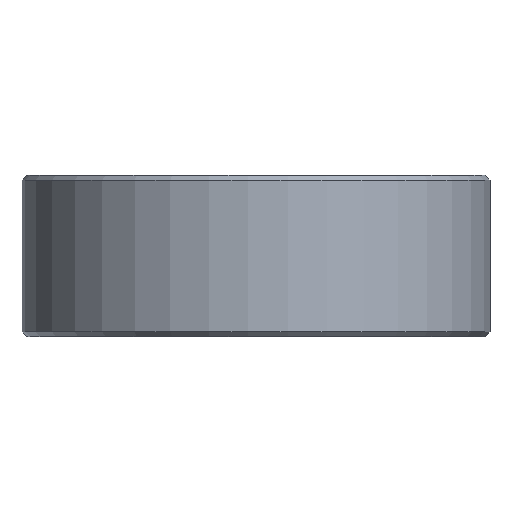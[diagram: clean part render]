
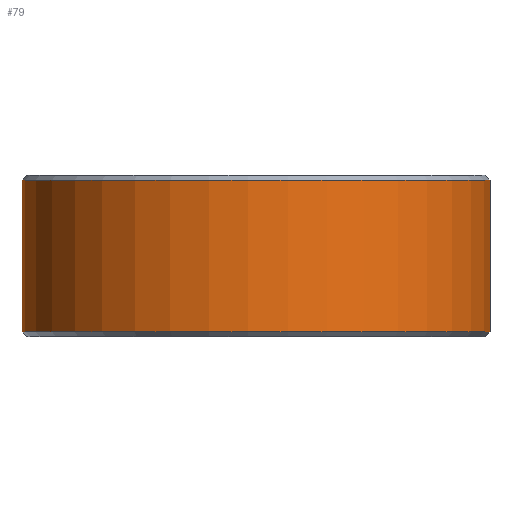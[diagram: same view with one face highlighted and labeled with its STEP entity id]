
A CAD part, front view. The second image highlights one B-rep face of the part: STEP entity #79.
In plain terms, the highlighted cylindrical face has radius 29 mm (diameter 58 mm), a partial arc.
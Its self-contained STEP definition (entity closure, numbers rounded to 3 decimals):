
#21 = EDGE_CURVE('',#22,#24,#26,.T.);
#22 = VERTEX_POINT('',#23);
#23 = CARTESIAN_POINT('',(-29.,0.,0.6));
#24 = VERTEX_POINT('',#25);
#25 = CARTESIAN_POINT('',(-29.,0.,19.4));
#26 = LINE('',#27,#28);
#27 = CARTESIAN_POINT('',(-29.,0.,0.));
#28 = VECTOR('',#29,1.);
#29 = DIRECTION('',(0.,0.,1.));
#79 = ADVANCED_FACE('',(#80),#107,.T.);
#80 = FACE_BOUND('',#81,.F.);
#81 = EDGE_LOOP('',(#82,#83,#92,#100));
#82 = ORIENTED_EDGE('',*,*,#21,.T.);
#83 = ORIENTED_EDGE('',*,*,#84,.F.);
#84 = EDGE_CURVE('',#85,#24,#87,.T.);
#85 = VERTEX_POINT('',#86);
#86 = CARTESIAN_POINT('',(20.506,20.506,19.4));
#87 = CIRCLE('',#88,29.);
#88 = AXIS2_PLACEMENT_3D('',#89,#90,#91);
#89 = CARTESIAN_POINT('',(0.,0.,19.4));
#90 = DIRECTION('',(0.,0.,-1.));
#91 = DIRECTION('',(0.707,0.707,0.));
#92 = ORIENTED_EDGE('',*,*,#93,.F.);
#93 = EDGE_CURVE('',#94,#85,#96,.T.);
#94 = VERTEX_POINT('',#95);
#95 = CARTESIAN_POINT('',(20.506,20.506,0.6));
#96 = LINE('',#97,#98);
#97 = CARTESIAN_POINT('',(20.506,20.506,0.));
#98 = VECTOR('',#99,1.);
#99 = DIRECTION('',(0.,0.,1.));
#100 = ORIENTED_EDGE('',*,*,#101,.T.);
#101 = EDGE_CURVE('',#94,#22,#102,.T.);
#102 = CIRCLE('',#103,29.);
#103 = AXIS2_PLACEMENT_3D('',#104,#105,#106);
#104 = CARTESIAN_POINT('',(0.,0.,0.6));
#105 = DIRECTION('',(0.,0.,-1.));
#106 = DIRECTION('',(0.707,0.707,0.));
#107 = CYLINDRICAL_SURFACE('',#108,29.);
#108 = AXIS2_PLACEMENT_3D('',#109,#110,#111);
#109 = CARTESIAN_POINT('',(0.,0.,0.));
#110 = DIRECTION('',(-0.,-0.,-1.));
#111 = DIRECTION('',(1.,0.,0.));
